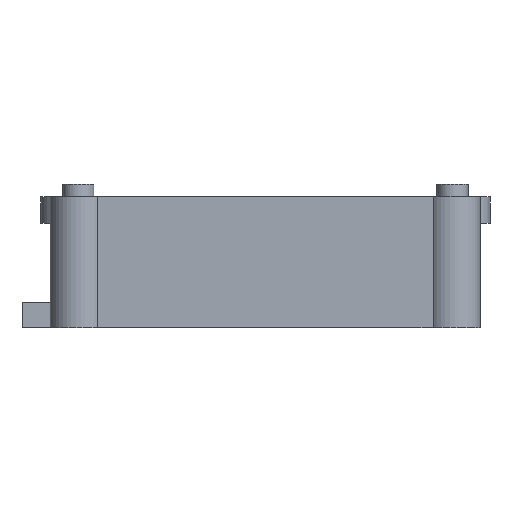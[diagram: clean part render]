
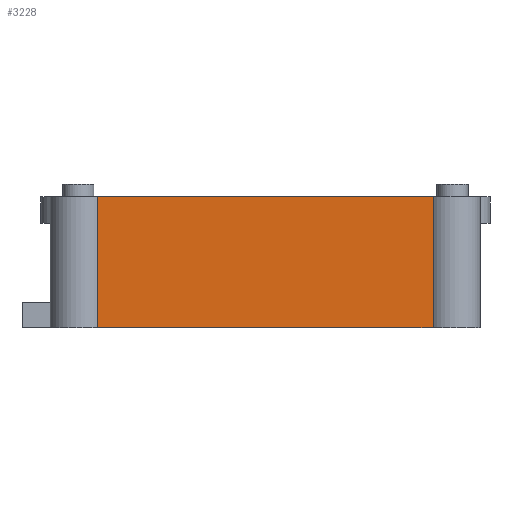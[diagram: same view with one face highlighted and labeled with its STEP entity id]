
A CAD part, front view. The second image highlights one B-rep face of the part: STEP entity #3228.
In plain terms, the highlighted planar face has unit normal (0, -1, 0).
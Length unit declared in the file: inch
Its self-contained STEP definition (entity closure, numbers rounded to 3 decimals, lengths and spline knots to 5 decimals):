
#252=PLANE('',#3486);
#414=FACE_OUTER_BOUND('',#600,.T.);
#600=EDGE_LOOP('',(#2969,#2970,#2971,#2972));
#666=LINE('',#4500,#1035);
#985=LINE('',#5285,#1354);
#986=LINE('',#5288,#1355);
#987=LINE('',#5289,#1356);
#1035=VECTOR('',#3593,0.3937);
#1354=VECTOR('',#4338,0.3937);
#1355=VECTOR('',#4341,0.3937);
#1356=VECTOR('',#4342,0.3937);
#1408=VERTEX_POINT('',#4497);
#1409=VERTEX_POINT('',#4499);
#1662=VERTEX_POINT('',#5283);
#1663=VERTEX_POINT('',#5287);
#1725=EDGE_CURVE('',#1409,#1408,#666,.T.);
#2115=EDGE_CURVE('',#1408,#1662,#985,.T.);
#2116=EDGE_CURVE('',#1663,#1662,#986,.T.);
#2117=EDGE_CURVE('',#1409,#1663,#987,.T.);
#2969=ORIENTED_EDGE('',*,*,#1725,.T.);
#2970=ORIENTED_EDGE('',*,*,#2115,.T.);
#2971=ORIENTED_EDGE('',*,*,#2116,.F.);
#2972=ORIENTED_EDGE('',*,*,#2117,.F.);
#3228=ADVANCED_FACE('',(#414),#252,.T.);
#3486=AXIS2_PLACEMENT_3D('',#5286,#4339,#4340);
#3593=DIRECTION('',(-1.,0.,0.));
#4338=DIRECTION('',(0.,0.,-1.));
#4339=DIRECTION('center_axis',(0.,-1.,0.));
#4340=DIRECTION('ref_axis',(-1.,0.,0.));
#4341=DIRECTION('',(-1.,0.,0.));
#4342=DIRECTION('',(0.,0.,-1.));
#4497=CARTESIAN_POINT('',(-1.67919,-1.45052,0.));
#4499=CARTESIAN_POINT('',(1.67919,-1.45052,0.));
#4500=CARTESIAN_POINT('',(1.78177,-1.45052,0.));
#5283=CARTESIAN_POINT('',(-1.67919,-1.45052,-1.3125));
#5285=CARTESIAN_POINT('',(-1.67919,-1.45052,0.));
#5286=CARTESIAN_POINT('Origin',(1.67919,-1.45052,0.));
#5287=CARTESIAN_POINT('',(1.67919,-1.45052,-1.3125));
#5288=CARTESIAN_POINT('',(1.78177,-1.45052,-1.3125));
#5289=CARTESIAN_POINT('',(1.67919,-1.45052,0.));
